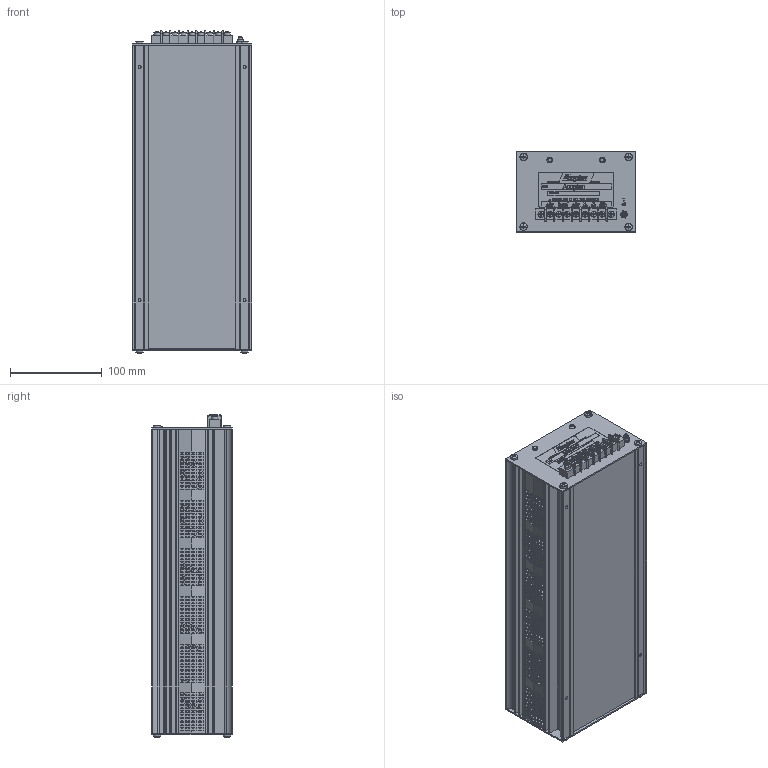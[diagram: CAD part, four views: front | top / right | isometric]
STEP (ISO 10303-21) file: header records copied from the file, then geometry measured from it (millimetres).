
FILE_DESCRIPTION((''),'2;1');
FILE_NAME('M13 GENERIC CASE 6-13.stp','2012-06-13T09:39:11',('JCD'),('ENGINEERING'),'Autodesk Inventor 2013','Autodesk Inventor 2013','ACOPIAN TECHNICAL COMPANY');
FILE_SCHEMA(('AUTOMOTIVE_DESIGN { 1 0 10303 214 1 1 1 1 }'));
Length unit declared in the file: inch
Products named in the file (15): M13 GENERIC CASE.iam (lod 2); E300-7 M13 Left HS; M13 sreen generic; M13 RIGHT; M13 HEATSINK SCREEN; E300-74 M13 rear; TRANSISTOR TO-3; 375_single_20A_BS_7; SML_POT_RND; Cross Recessed Fillister Head Tapping Screw - Type B - Type I No. 8 - 18 - 3/4; NUT-SML POT; Cross Recessed Pan Head Tapping Screw - Type F - Type I 8-32 UNC - 0.75; rivet, snap; E300-60 M7-1P front; DECAL M CASE
Assembly tree (28 placements, depth 2):
  M13 GENERIC CASE.iam (lod 2)
    E300-7 M13 Left HS
    M13 sreen generic  x2
    M13 RIGHT
    M13 HEATSINK SCREEN
    E300-74 M13 rear
    TRANSISTOR TO-3  x5
    375_single_20A_BS_7
    SML_POT_RND
    Cross Recessed Fillister Head Tapping Screw - Type B - Type I No. 8 - 18 - 3/4  x2
    NUT-SML POT
    Cross Recessed Pan Head Tapping Screw - Type F - Type I 8-32 UNC - 0.75  x8
    rivet, snap  x2
    E300-60 M7-1P front
    DECAL M CASE
Bounding box: 130.37 x 87.39 x 351.28 mm (x, y, z)
Volume: 471796.6 mm3; surface area: 450837.1 mm2
Topology: 42 solids, 42 shells, 4286 faces, 12307 edges, 8174 vertices
Faces by surface type: plane 3090, bspline 577, cylinder 337, cone 161, torus 104, sphere 17
Full cylindrical faces by diameter (mm): 0.635 x5, 2.032 x14, 2.946 x2, 3.048 x2, 3.302 x12, 3.505 x7, 3.556 x10, 3.81 x6, 4.013 x1, 4.064 x2, 4.166 x10, 4.191 x1, 4.699 x1, 4.763 x8, 5.08 x7, 6.096 x1, 6.198 x7, 6.274 x1, 6.35 x23, 6.604 x7, 6.858 x2, 7.938 x7, 8.001 x1, 16.002 x1, 19.431 x5, 23.114 x5
Entity records: 138748 total; most frequent: CARTESIAN_POINT 35976, ORIENTED_EDGE 22626, DIRECTION 17420, EDGE_CURVE 11313, VECTOR 9052, LINE 9052, VERTEX_POINT 7610, EDGE_LOOP 5095
